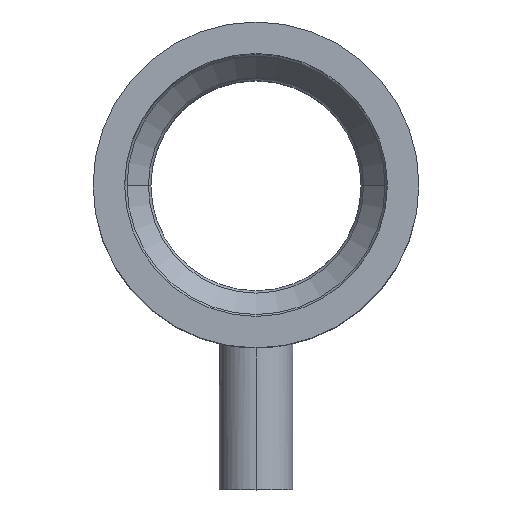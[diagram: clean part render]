
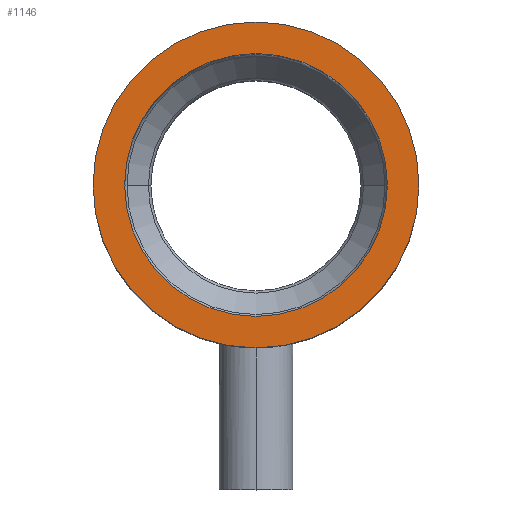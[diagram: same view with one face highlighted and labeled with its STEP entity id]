
A CAD part, top view. The second image highlights one B-rep face of the part: STEP entity #1146.
In plain terms, the highlighted planar face has unit normal (0, 0, 1).
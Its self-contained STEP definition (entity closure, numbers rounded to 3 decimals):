
#2 = DIRECTION ( 'NONE',  ( 0., 0., -1. ) ) ;
#9 = PLANE ( 'NONE',  #1180 ) ;
#12 = CARTESIAN_POINT ( 'NONE',  ( 0., 0., 64. ) ) ;
#15 = VERTEX_POINT ( 'NONE', #1054 ) ;
#24 = CIRCLE ( 'NONE', #419, 25. ) ;
#31 = DIRECTION ( 'NONE',  ( 0., 0., -1. ) ) ;
#60 = CARTESIAN_POINT ( 'NONE',  ( 0., 0., 64. ) ) ;
#89 = AXIS2_PLACEMENT_3D ( 'NONE', #12, #1179, #198 ) ;
#103 = CARTESIAN_POINT ( 'NONE',  ( 0., 0., 64. ) ) ;
#122 = DIRECTION ( 'NONE',  ( -1., 0., 0. ) ) ;
#161 = VERTEX_POINT ( 'NONE', #611 ) ;
#189 = VERTEX_POINT ( 'NONE', #439 ) ;
#198 = DIRECTION ( 'NONE',  ( -1., 0., 0. ) ) ;
#201 = CARTESIAN_POINT ( 'NONE',  ( -25., 0., 64. ) ) ;
#302 = FACE_OUTER_BOUND ( 'NONE', #333, .T. ) ;
#333 = EDGE_LOOP ( 'NONE', ( #343, #1246 ) ) ;
#343 = ORIENTED_EDGE ( 'NONE', *, *, #527, .F. ) ;
#362 = DIRECTION ( 'NONE',  ( -1., 0., 0. ) ) ;
#394 = ORIENTED_EDGE ( 'NONE', *, *, #1033, .T. ) ;
#402 = DIRECTION ( 'NONE',  ( 0., 0., 1. ) ) ;
#415 = AXIS2_PLACEMENT_3D ( 'NONE', #103, #2, #783 ) ;
#418 = CIRCLE ( 'NONE', #89, 31. ) ;
#419 = AXIS2_PLACEMENT_3D ( 'NONE', #1042, #640, #362 ) ;
#439 = CARTESIAN_POINT ( 'NONE',  ( -31., 0., 64. ) ) ;
#455 = ORIENTED_EDGE ( 'NONE', *, *, #1245, .T. ) ;
#527 = EDGE_CURVE ( 'NONE', #189, #992, #418, .T. ) ;
#573 = EDGE_LOOP ( 'NONE', ( #394, #455 ) ) ;
#611 = CARTESIAN_POINT ( 'NONE',  ( -25., 0., 64. ) ) ;
#640 = DIRECTION ( 'NONE',  ( 0., 0., -1. ) ) ;
#664 = AXIS2_PLACEMENT_3D ( 'NONE', #60, #31, #122 ) ;
#783 = DIRECTION ( 'NONE',  ( -1., 0., 0. ) ) ;
#847 = CARTESIAN_POINT ( 'NONE',  ( 31., 0., 64. ) ) ;
#883 = CIRCLE ( 'NONE', #664, 25. ) ;
#967 = CIRCLE ( 'NONE', #415, 31. ) ;
#986 = FACE_BOUND ( 'NONE', #573, .T. ) ;
#992 = VERTEX_POINT ( 'NONE', #847 ) ;
#1033 = EDGE_CURVE ( 'NONE', #161, #15, #24, .T. ) ;
#1042 = CARTESIAN_POINT ( 'NONE',  ( 0., 0., 64. ) ) ;
#1054 = CARTESIAN_POINT ( 'NONE',  ( 25., 0., 64. ) ) ;
#1066 = DIRECTION ( 'NONE',  ( 1., 0., 0. ) ) ;
#1146 = ADVANCED_FACE ( 'NONE', ( #986, #302 ), #9, .T. ) ;
#1179 = DIRECTION ( 'NONE',  ( 0., 0., -1. ) ) ;
#1180 = AXIS2_PLACEMENT_3D ( 'NONE', #201, #402, #1066 ) ;
#1209 = EDGE_CURVE ( 'NONE', #992, #189, #967, .T. ) ;
#1245 = EDGE_CURVE ( 'NONE', #15, #161, #883, .T. ) ;
#1246 = ORIENTED_EDGE ( 'NONE', *, *, #1209, .F. ) ;
